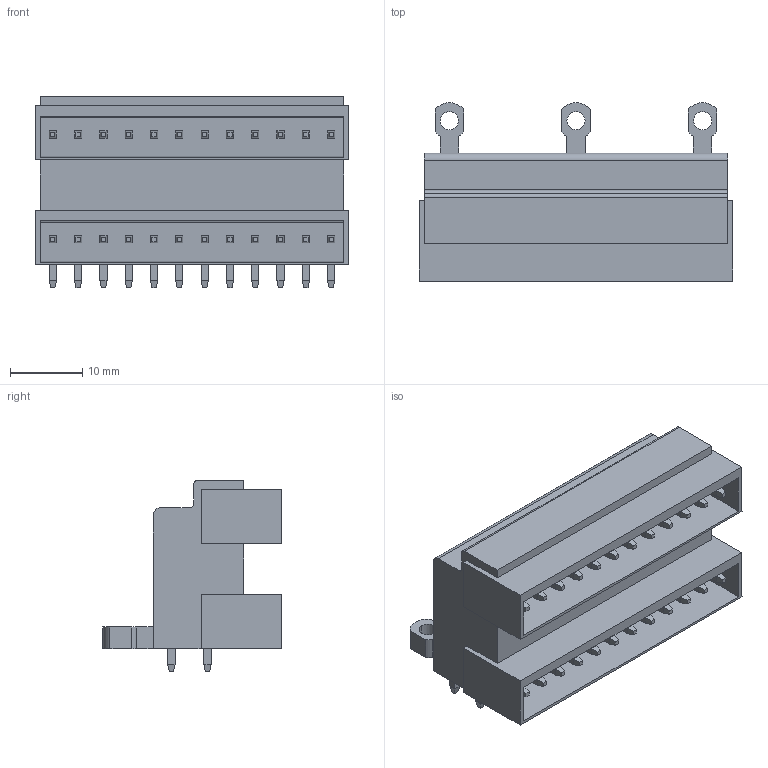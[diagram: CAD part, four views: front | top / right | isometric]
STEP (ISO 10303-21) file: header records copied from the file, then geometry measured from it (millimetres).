
FILE_DESCRIPTION(('CATIA V5 STEP Exchange','CAx-IF Rec.Pracs.--- Model Styling and Organization---1.2---2011-12-15'),'2;1');
FILE_NAME ('D1453951_0_1633680000_1633680000.stp','2018-11-10T08:39:03+00:00',('none'),('Weidmueller'),'CATIA Version 5-6 Release 2014','CATIA V5 STEP AP214','none');
FILE_SCHEMA(('AUTOMOTIVE_DESIGN { 1 0 10303 214 1 1 1 1 }'));
Length unit declared in the file: millimetre
Products named in the file (1): 1633680000
Bounding box: 43.4 x 24.7 x 26.5 mm (x, y, z)
Volume: 11505.9 mm3; surface area: 10333.8 mm2
Topology: 25 solids, 25 shells, 596 faces, 1440 edges, 896 vertices
Faces by surface type: plane 575, cylinder 21
Entity records: 14804 total; most frequent: ORIENTED_EDGE 2880, CARTESIAN_POINT 2752, DIRECTION 1694, EDGE_CURVE 1440, VECTOR 1206, LINE 1206, VERTEX_POINT 896, EDGE_LOOP 652
